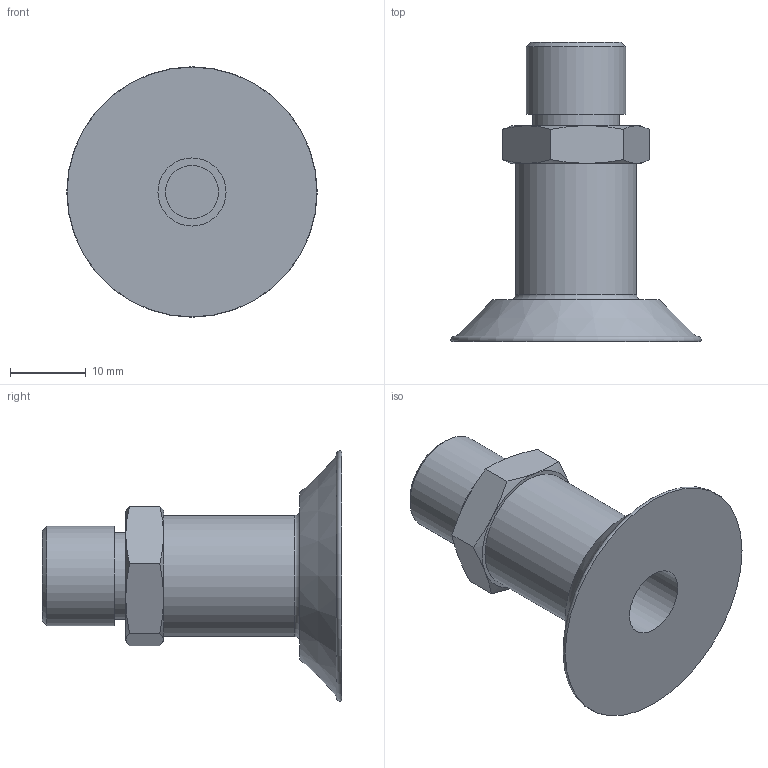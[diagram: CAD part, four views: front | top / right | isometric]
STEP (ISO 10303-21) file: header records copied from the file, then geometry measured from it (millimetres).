
FILE_DESCRIPTION(/* description */ (''),/* implementation_level */ '2;1');
FILE_NAME(/* name */ 'vo33sb_rac3r1-4m.stp',/* time_stamp */ '2020-10-30T09:30:00+01:00',/* author */ ('enginyeria'),/* organization */ (''),/* preprocessor_version */ 'ST-DEVELOPER v17.2',/* originating_system */ 'Autodesk Inventor 2019',/* authorisation */ '');
FILE_SCHEMA (('CONFIG_CONTROL_DESIGN'));
Length unit declared in the file: millimetre
Products named in the file (1): Pieza69
Bounding box: 33.07 x 39.5 x 33.07 mm (x, y, z)
Volume: 8298.5 mm3; surface area: 4398.8 mm2
Topology: 1 solids, 1 shells, 38 faces, 91 edges, 62 vertices
Faces by surface type: plane 15, cone 15, cylinder 6, torus 2
Full cylindrical faces by diameter (mm): 3 x1, 7 x1, 9 x1, 11.429 x1, 13.157 x1, 16 x1
Entity records: 1212 total; most frequent: CARTESIAN_POINT 240, DIRECTION 197, ORIENTED_EDGE 182, EDGE_CURVE 91, AXIS2_PLACEMENT_3D 91, VERTEX_POINT 62, CIRCLE 52, EDGE_LOOP 45
